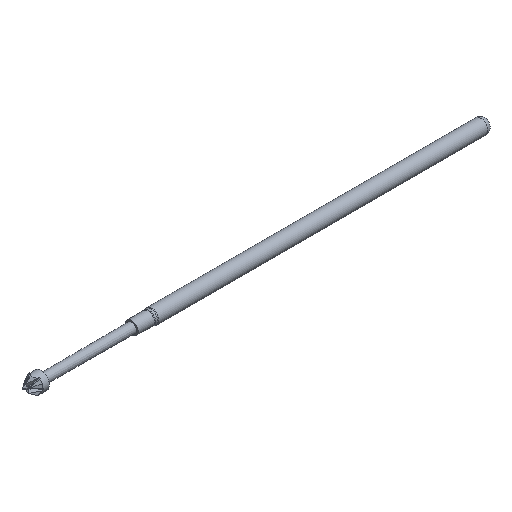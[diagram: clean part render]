
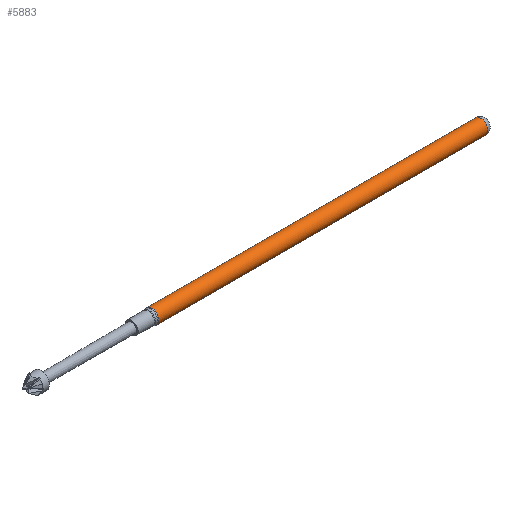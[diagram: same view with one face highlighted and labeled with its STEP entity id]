
A CAD part, isometric view. The second image highlights one B-rep face of the part: STEP entity #5883.
In plain terms, the highlighted cylindrical face has radius 0.51 mm (diameter 1.021 mm), a full revolution.
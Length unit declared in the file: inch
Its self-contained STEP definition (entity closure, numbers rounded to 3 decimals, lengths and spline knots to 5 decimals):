
#461 = VERTEX_POINT ( 'NONE', #6596 ) ;
#492 = CYLINDRICAL_SURFACE ( 'NONE', #871, 0.0201 ) ;
#692 = AXIS2_PLACEMENT_3D ( 'NONE', #5299, #4253, #2251 ) ;
#871 = AXIS2_PLACEMENT_3D ( 'NONE', #5919, #6409, #5897 ) ;
#932 = CIRCLE ( 'NONE', #692, 0.0201 ) ;
#1320 = ORIENTED_EDGE ( 'NONE', *, *, #3928, .T. ) ;
#1651 = EDGE_LOOP ( 'NONE', ( #6650 ) ) ;
#1891 = EDGE_LOOP ( 'NONE', ( #1320 ) ) ;
#2251 = DIRECTION ( 'NONE',  ( 0., 0., -1. ) ) ;
#2549 = CIRCLE ( 'NONE', #4237, 0.0201 ) ;
#2760 = EDGE_CURVE ( 'NONE', #4244, #4244, #932, .T. ) ;
#3420 = DIRECTION ( 'NONE',  ( 0., 0., -1. ) ) ;
#3928 = EDGE_CURVE ( 'NONE', #461, #461, #2549, .T. ) ;
#4237 = AXIS2_PLACEMENT_3D ( 'NONE', #4470, #4924, #3420 ) ;
#4244 = VERTEX_POINT ( 'NONE', #6065 ) ;
#4253 = DIRECTION ( 'NONE',  ( -1., 0., 0. ) ) ;
#4470 = CARTESIAN_POINT ( 'NONE',  ( 0.985, 0., 0. ) ) ;
#4924 = DIRECTION ( 'NONE',  ( -1., 0., 0. ) ) ;
#5070 = FACE_OUTER_BOUND ( 'NONE', #1651, .T. ) ;
#5299 = CARTESIAN_POINT ( 'NONE',  ( 0.056, 0., 0. ) ) ;
#5574 = FACE_OUTER_BOUND ( 'NONE', #1891, .T. ) ;
#5883 = ADVANCED_FACE ( 'NONE', ( #5574, #5070 ), #492, .T. ) ;
#5897 = DIRECTION ( 'NONE',  ( 0., 0., -1. ) ) ;
#5919 = CARTESIAN_POINT ( 'NONE',  ( 0., 0., 0. ) ) ;
#6065 = CARTESIAN_POINT ( 'NONE',  ( 0.056, 0., -0.0201 ) ) ;
#6409 = DIRECTION ( 'NONE',  ( -1., 0., 0. ) ) ;
#6596 = CARTESIAN_POINT ( 'NONE',  ( 0.985, 0., -0.0201 ) ) ;
#6650 = ORIENTED_EDGE ( 'NONE', *, *, #2760, .F. ) ;
